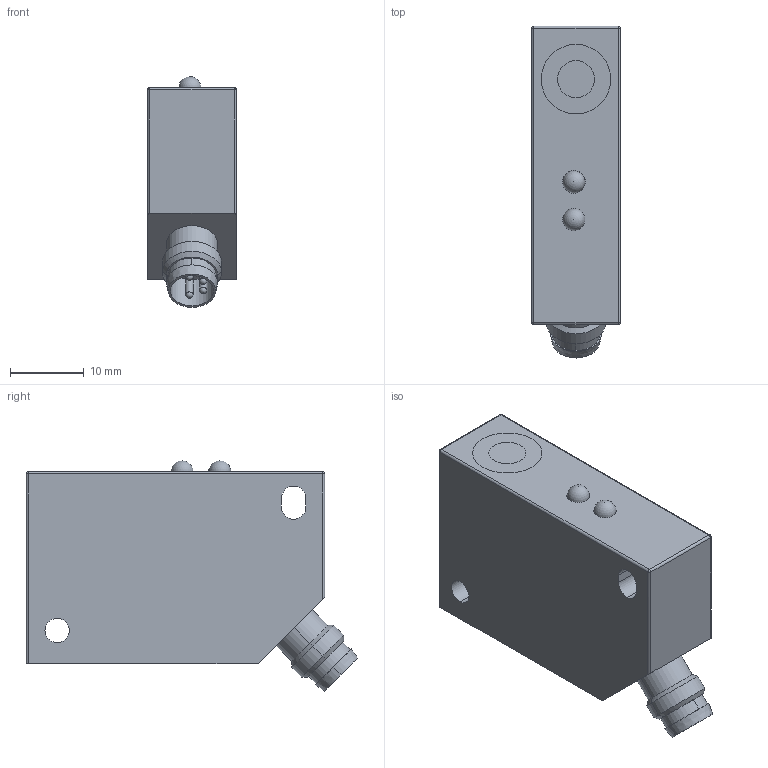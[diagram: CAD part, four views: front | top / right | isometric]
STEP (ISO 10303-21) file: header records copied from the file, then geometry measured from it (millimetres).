
FILE_DESCRIPTION (( 'STEP AP214' ), '1' );
FILE_NAME ('Ultraschallsensor P43-25-R40-PBT-X-CM8.STEP', '2019-11-19T12:43:28', ( '' ), ( '' ), 'SwSTEP 2.0', 'SolidWorks 2017', '' );
FILE_SCHEMA (( 'AUTOMOTIVE_DESIGN' ));
Length unit declared in the file: millimetre
Products named in the file (1): Ultraschallsensor P43-25-R40-PBT-X-CM8
Bounding box: 12 x 44.9 x 31.24 mm (x, y, z)
Volume: 12058 mm3; surface area: 4966 mm2
Topology: 6 solids, 6 shells, 104 faces, 234 edges, 144 vertices
Faces by surface type: cylinder 57, plane 27, cone 10, sphere 10
Entity records: 3965 total; most frequent: DIRECTION 534, CARTESIAN_POINT 451, ORIENTED_EDGE 416, AXIS2_PLACEMENT_3D 223, EDGE_CURVE 208, VERTEX_POINT 132, EDGE_LOOP 126, CIRCLE 118
